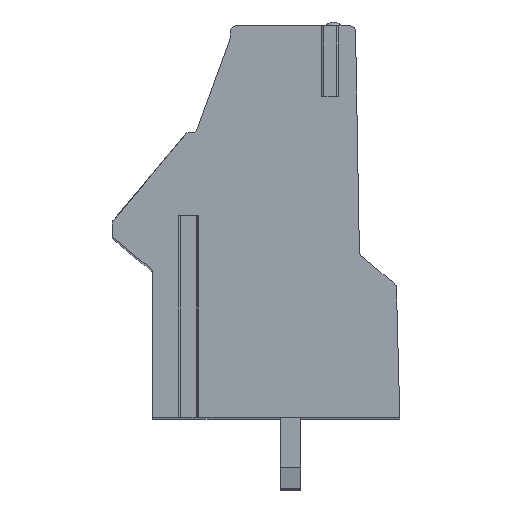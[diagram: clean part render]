
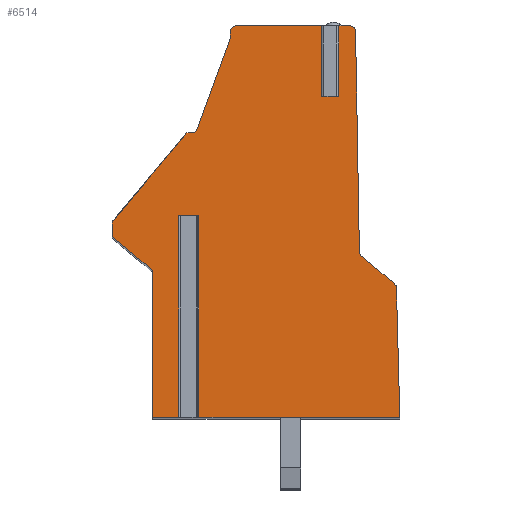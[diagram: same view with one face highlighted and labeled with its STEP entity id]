
A CAD part, top view. The second image highlights one B-rep face of the part: STEP entity #6514.
In plain terms, the highlighted planar face has unit normal (0, 0, 1).
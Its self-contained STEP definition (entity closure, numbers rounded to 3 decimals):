
#13=DIRECTION('',(-1.,0.,0.));
#14=VECTOR('',#13,0.55);
#15=CARTESIAN_POINT('',(3.708,6.127,53.34));
#16=LINE('',#15,#14);
#17=DIRECTION('',(0.,-1.,0.));
#18=VECTOR('',#17,3.5);
#19=CARTESIAN_POINT('',(3.708,9.627,53.34));
#20=LINE('',#19,#18);
#21=DIRECTION('',(-1.,0.,0.));
#22=VECTOR('',#21,0.682);
#23=CARTESIAN_POINT('',(4.39,9.627,53.34));
#24=LINE('',#23,#22);
#25=CARTESIAN_POINT('',(4.39,9.327,53.34));
#26=DIRECTION('',(0.,0.,1.));
#27=DIRECTION('',(1.,0.017,0.));
#28=AXIS2_PLACEMENT_3D('',#25,#26,#27);
#30=DIRECTION('',(-0.017,1.,0.));
#31=VECTOR('',#30,10.885);
#32=CARTESIAN_POINT('',(4.88,-1.552,53.34));
#33=LINE('',#32,#31);
#34=CARTESIAN_POINT('',(5.18,-1.546,53.34));
#35=DIRECTION('',(0.,0.,-1.));
#36=DIRECTION('',(-0.643,-0.766,0.));
#37=AXIS2_PLACEMENT_3D('',#34,#35,#36);
#39=DIRECTION('',(-0.766,0.643,0.));
#40=VECTOR('',#39,2.116);
#41=CARTESIAN_POINT('',(6.608,-3.137,53.34));
#42=LINE('',#41,#40);
#43=CARTESIAN_POINT('',(6.415,-3.366,53.34));
#44=DIRECTION('',(0.,0.,1.));
#45=DIRECTION('',(1.,0.029,0.));
#46=AXIS2_PLACEMENT_3D('',#43,#44,#45);
#48=DIRECTION('',(-0.026,1.,0.));
#49=VECTOR('',#48,6.418);
#50=CARTESIAN_POINT('',(6.883,-9.773,53.34));
#51=LINE('',#50,#49);
#52=DIRECTION('',(1.,0.,0.));
#53=VECTOR('',#52,9.952);
#54=CARTESIAN_POINT('',(-3.069,-9.773,53.34));
#55=LINE('',#54,#53);
#56=DIRECTION('',(0.,-1.,0.));
#57=VECTOR('',#56,10.);
#58=CARTESIAN_POINT('',(-3.069,0.227,53.34));
#59=LINE('',#58,#57);
#60=DIRECTION('',(-1.,0.,0.));
#61=VECTOR('',#60,0.996);
#62=CARTESIAN_POINT('',(-3.069,0.227,53.34));
#63=LINE('',#62,#61);
#64=DIRECTION('',(0.,-1.,0.));
#65=VECTOR('',#64,10.);
#66=CARTESIAN_POINT('',(-4.065,0.227,53.34));
#67=LINE('',#66,#65);
#68=DIRECTION('',(1.,0.,0.));
#69=VECTOR('',#68,1.302);
#70=CARTESIAN_POINT('',(-5.367,-9.773,53.34));
#71=LINE('',#70,#69);
#72=DIRECTION('',(0.,-1.,0.));
#73=VECTOR('',#72,7.198);
#74=CARTESIAN_POINT('',(-5.367,-2.576,53.34));
#75=LINE('',#74,#73);
#76=CARTESIAN_POINT('',(-5.567,-2.576,53.34));
#77=DIRECTION('',(0.,0.,-1.));
#78=DIRECTION('',(0.643,0.766,0.));
#79=AXIS2_PLACEMENT_3D('',#76,#77,#78);
#81=DIRECTION('',(0.766,-0.643,0.));
#82=VECTOR('',#81,2.424);
#83=CARTESIAN_POINT('',(-7.295,-0.864,53.34));
#84=LINE('',#83,#82);
#85=CARTESIAN_POINT('',(-7.167,-0.711,53.34));
#86=DIRECTION('',(0.,0.,1.));
#87=DIRECTION('',(-1.,0.,0.));
#88=AXIS2_PLACEMENT_3D('',#85,#86,#87);
#90=DIRECTION('',(0.,-1.,0.));
#91=VECTOR('',#90,0.52);
#92=CARTESIAN_POINT('',(-7.367,-0.191,53.34));
#93=LINE('',#92,#91);
#94=CARTESIAN_POINT('',(-7.067,-0.191,53.34));
#95=DIRECTION('',(0.,0.,1.));
#96=DIRECTION('',(-0.766,0.643,0.));
#97=AXIS2_PLACEMENT_3D('',#94,#95,#96);
#99=DIRECTION('',(-0.643,-0.766,0.));
#100=VECTOR('',#99,5.645);
#101=CARTESIAN_POINT('',(-3.668,4.327,53.34));
#102=LINE('',#101,#100);
#103=DIRECTION('',(-1.,0.,0.));
#104=VECTOR('',#103,0.236);
#105=CARTESIAN_POINT('',(-3.432,4.327,53.34));
#106=LINE('',#105,#104);
#107=CARTESIAN_POINT('',(-3.432,4.627,53.34));
#108=DIRECTION('',(0.,0.,-1.));
#109=DIRECTION('',(0.94,-0.342,0.));
#110=AXIS2_PLACEMENT_3D('',#107,#108,#109);
#112=DIRECTION('',(-0.342,-0.94,0.));
#113=VECTOR('',#112,4.782);
#114=CARTESIAN_POINT('',(-1.515,9.018,53.34));
#115=LINE('',#114,#113);
#116=DIRECTION('',(0.,-1.,0.));
#117=VECTOR('',#116,0.309);
#118=CARTESIAN_POINT('',(-1.515,9.327,53.34));
#119=LINE('',#118,#117);
#120=CARTESIAN_POINT('',(-1.215,9.327,53.34));
#121=DIRECTION('',(0.,0.,1.));
#122=DIRECTION('',(0.,1.,0.));
#123=AXIS2_PLACEMENT_3D('',#120,#121,#122);
#125=DIRECTION('',(-1.,0.,0.));
#126=VECTOR('',#125,4.373);
#127=CARTESIAN_POINT('',(3.158,9.627,53.34));
#128=LINE('',#127,#126);
#129=DIRECTION('',(0.,-1.,0.));
#130=VECTOR('',#129,3.5);
#131=CARTESIAN_POINT('',(3.158,9.627,53.34));
#132=LINE('',#131,#130);
#5071=CARTESIAN_POINT('',(6.883,-9.773,53.34));
#5072=CARTESIAN_POINT('',(6.715,-3.358,53.34));
#5073=VERTEX_POINT('',#5071);
#5074=VERTEX_POINT('',#5072);
#5075=CARTESIAN_POINT('',(6.608,-3.137,53.34));
#5076=VERTEX_POINT('',#5075);
#5077=CARTESIAN_POINT('',(4.987,-1.776,53.34));
#5078=VERTEX_POINT('',#5077);
#5079=CARTESIAN_POINT('',(4.88,-1.552,53.34));
#5080=VERTEX_POINT('',#5079);
#5081=CARTESIAN_POINT('',(4.69,9.332,53.34));
#5082=VERTEX_POINT('',#5081);
#5083=CARTESIAN_POINT('',(4.39,9.627,53.34));
#5084=VERTEX_POINT('',#5083);
#5085=CARTESIAN_POINT('',(-1.215,9.627,53.34));
#5086=CARTESIAN_POINT('',(-1.515,9.327,53.34));
#5087=VERTEX_POINT('',#5085);
#5088=VERTEX_POINT('',#5086);
#5089=CARTESIAN_POINT('',(-1.515,9.018,53.34));
#5090=VERTEX_POINT('',#5089);
#5091=CARTESIAN_POINT('',(-3.15,4.524,53.34));
#5092=VERTEX_POINT('',#5091);
#5093=CARTESIAN_POINT('',(-3.432,4.327,53.34));
#5094=VERTEX_POINT('',#5093);
#5095=CARTESIAN_POINT('',(-3.668,4.327,53.34));
#5096=VERTEX_POINT('',#5095);
#5097=CARTESIAN_POINT('',(-7.297,0.002,53.34));
#5098=VERTEX_POINT('',#5097);
#5099=CARTESIAN_POINT('',(-7.367,-0.191,53.34));
#5100=VERTEX_POINT('',#5099);
#5101=CARTESIAN_POINT('',(-7.367,-0.711,53.34));
#5102=VERTEX_POINT('',#5101);
#5103=CARTESIAN_POINT('',(-7.295,-0.864,53.34));
#5104=VERTEX_POINT('',#5103);
#5105=CARTESIAN_POINT('',(-5.438,-2.422,53.34));
#5106=VERTEX_POINT('',#5105);
#5107=CARTESIAN_POINT('',(-5.367,-2.576,53.34));
#5108=VERTEX_POINT('',#5107);
#5109=CARTESIAN_POINT('',(-5.367,-9.773,53.34));
#5110=VERTEX_POINT('',#5109);
#5211=CARTESIAN_POINT('',(-3.069,0.227,53.34));
#5212=CARTESIAN_POINT('',(-4.065,0.227,53.34));
#5213=VERTEX_POINT('',#5211);
#5214=VERTEX_POINT('',#5212);
#5215=CARTESIAN_POINT('',(-3.069,-9.773,53.34));
#5216=VERTEX_POINT('',#5215);
#5217=CARTESIAN_POINT('',(-4.065,-9.773,53.34));
#5218=VERTEX_POINT('',#5217);
#5255=CARTESIAN_POINT('',(3.708,6.127,53.34));
#5256=CARTESIAN_POINT('',(3.158,6.127,53.34));
#5257=VERTEX_POINT('',#5255);
#5258=VERTEX_POINT('',#5256);
#5259=CARTESIAN_POINT('',(3.158,9.627,53.34));
#5260=VERTEX_POINT('',#5259);
#5261=CARTESIAN_POINT('',(3.708,9.627,53.34));
#5262=VERTEX_POINT('',#5261);
#6451=CARTESIAN_POINT('',(0.,0.,53.34));
#6452=DIRECTION('',(0.,0.,1.));
#6453=DIRECTION('',(1.,0.,0.));
#6454=AXIS2_PLACEMENT_3D('',#6451,#6452,#6453);
#6455=PLANE('',#6454);
#6457=ORIENTED_EDGE('',*,*,#6456,.F.);
#6459=ORIENTED_EDGE('',*,*,#6458,.F.);
#6461=ORIENTED_EDGE('',*,*,#6460,.F.);
#6463=ORIENTED_EDGE('',*,*,#6462,.F.);
#6465=ORIENTED_EDGE('',*,*,#6464,.F.);
#6467=ORIENTED_EDGE('',*,*,#6466,.F.);
#6469=ORIENTED_EDGE('',*,*,#6468,.F.);
#6471=ORIENTED_EDGE('',*,*,#6470,.F.);
#6473=ORIENTED_EDGE('',*,*,#6472,.F.);
#6475=ORIENTED_EDGE('',*,*,#6474,.F.);
#6477=ORIENTED_EDGE('',*,*,#6476,.F.);
#6479=ORIENTED_EDGE('',*,*,#6478,.T.);
#6481=ORIENTED_EDGE('',*,*,#6480,.T.);
#6483=ORIENTED_EDGE('',*,*,#6482,.F.);
#6485=ORIENTED_EDGE('',*,*,#6484,.F.);
#6487=ORIENTED_EDGE('',*,*,#6486,.F.);
#6489=ORIENTED_EDGE('',*,*,#6488,.F.);
#6491=ORIENTED_EDGE('',*,*,#6490,.F.);
#6493=ORIENTED_EDGE('',*,*,#6492,.F.);
#6495=ORIENTED_EDGE('',*,*,#6494,.F.);
#6497=ORIENTED_EDGE('',*,*,#6496,.F.);
#6499=ORIENTED_EDGE('',*,*,#6498,.F.);
#6501=ORIENTED_EDGE('',*,*,#6500,.F.);
#6503=ORIENTED_EDGE('',*,*,#6502,.F.);
#6505=ORIENTED_EDGE('',*,*,#6504,.F.);
#6507=ORIENTED_EDGE('',*,*,#6506,.F.);
#6509=ORIENTED_EDGE('',*,*,#6508,.F.);
#6511=ORIENTED_EDGE('',*,*,#6510,.T.);
#6512=EDGE_LOOP('',(#6457,#6459,#6461,#6463,#6465,#6467,#6469,#6471,#6473,#6475,
#6477,#6479,#6481,#6483,#6485,#6487,#6489,#6491,#6493,#6495,#6497,#6499,#6501,
#6503,#6505,#6507,#6509,#6511));
#6513=FACE_OUTER_BOUND('',#6512,.F.);
#29=CIRCLE('',#28,0.3);
#38=CIRCLE('',#37,0.3);
#47=CIRCLE('',#46,0.3);
#80=CIRCLE('',#79,0.2);
#89=CIRCLE('',#88,0.2);
#98=CIRCLE('',#97,0.3);
#111=CIRCLE('',#110,0.3);
#124=CIRCLE('',#123,0.3);
#6456=EDGE_CURVE('',#5257,#5258,#16,.T.);
#6458=EDGE_CURVE('',#5262,#5257,#20,.T.);
#6460=EDGE_CURVE('',#5084,#5262,#24,.T.);
#6462=EDGE_CURVE('',#5082,#5084,#29,.T.);
#6464=EDGE_CURVE('',#5080,#5082,#33,.T.);
#6466=EDGE_CURVE('',#5078,#5080,#38,.T.);
#6468=EDGE_CURVE('',#5076,#5078,#42,.T.);
#6470=EDGE_CURVE('',#5074,#5076,#47,.T.);
#6472=EDGE_CURVE('',#5073,#5074,#51,.T.);
#6474=EDGE_CURVE('',#5216,#5073,#55,.T.);
#6476=EDGE_CURVE('',#5213,#5216,#59,.T.);
#6478=EDGE_CURVE('',#5213,#5214,#63,.T.);
#6480=EDGE_CURVE('',#5214,#5218,#67,.T.);
#6482=EDGE_CURVE('',#5110,#5218,#71,.T.);
#6484=EDGE_CURVE('',#5108,#5110,#75,.T.);
#6486=EDGE_CURVE('',#5106,#5108,#80,.T.);
#6488=EDGE_CURVE('',#5104,#5106,#84,.T.);
#6490=EDGE_CURVE('',#5102,#5104,#89,.T.);
#6492=EDGE_CURVE('',#5100,#5102,#93,.T.);
#6494=EDGE_CURVE('',#5098,#5100,#98,.T.);
#6496=EDGE_CURVE('',#5096,#5098,#102,.T.);
#6498=EDGE_CURVE('',#5094,#5096,#106,.T.);
#6500=EDGE_CURVE('',#5092,#5094,#111,.T.);
#6502=EDGE_CURVE('',#5090,#5092,#115,.T.);
#6504=EDGE_CURVE('',#5088,#5090,#119,.T.);
#6506=EDGE_CURVE('',#5087,#5088,#124,.T.);
#6508=EDGE_CURVE('',#5260,#5087,#128,.T.);
#6510=EDGE_CURVE('',#5260,#5258,#132,.T.);
#6514=ADVANCED_FACE('',(#6513),#6455,.T.);
